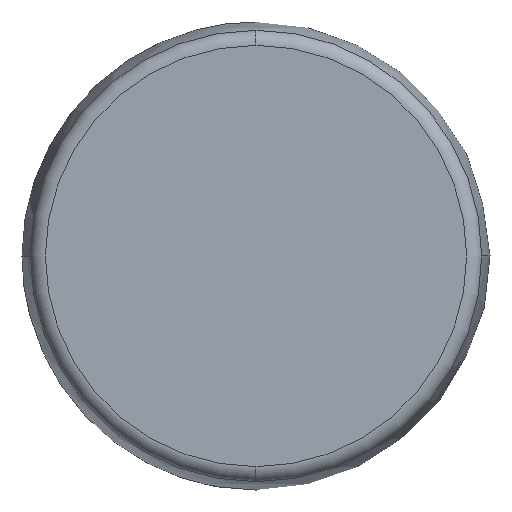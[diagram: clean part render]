
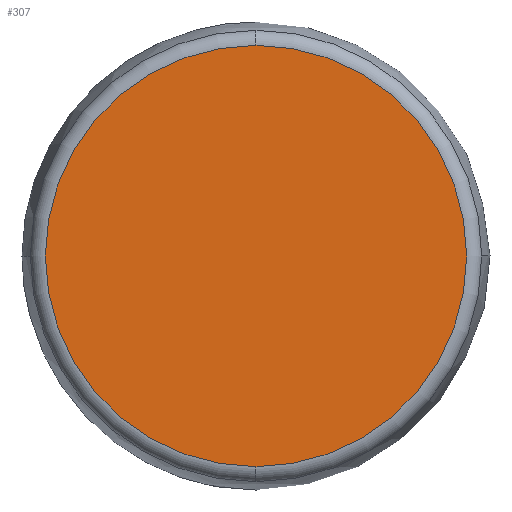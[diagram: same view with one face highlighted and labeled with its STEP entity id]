
A CAD part, left-side view. The second image highlights one B-rep face of the part: STEP entity #307.
In plain terms, the highlighted planar face has unit normal (-1, 0, 0).
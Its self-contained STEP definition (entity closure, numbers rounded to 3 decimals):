
#52 = CARTESIAN_POINT ( 'NONE',  ( -1.75, 0.75, -0.675 ) ) ;
#89 = CARTESIAN_POINT ( 'NONE',  ( -1.75, 0.75, 0. ) ) ;
#124 = CIRCLE ( 'NONE', #719, 0.675 ) ;
#125 = DIRECTION ( 'NONE',  ( -1., 0., 0. ) ) ;
#155 = EDGE_LOOP ( 'NONE', ( #901, #351 ) ) ;
#160 = AXIS2_PLACEMENT_3D ( 'NONE', #870, #334, #791 ) ;
#188 = DIRECTION ( 'NONE',  ( 0., 0., -1. ) ) ;
#257 = CARTESIAN_POINT ( 'NONE',  ( -1.75, 0.75, 0. ) ) ;
#307 = ADVANCED_FACE ( 'NONE', ( #947 ), #897, .T. ) ;
#334 = DIRECTION ( 'NONE',  ( 1., 0., 0. ) ) ;
#351 = ORIENTED_EDGE ( 'NONE', *, *, #937, .F. ) ;
#384 = CIRCLE ( 'NONE', #160, 0.675 ) ;
#411 = EDGE_CURVE ( 'NONE', #942, #657, #384, .T. ) ;
#534 = AXIS2_PLACEMENT_3D ( 'NONE', #257, #125, #576 ) ;
#576 = DIRECTION ( 'NONE',  ( 0., 0., 1. ) ) ;
#657 = VERTEX_POINT ( 'NONE', #899 ) ;
#715 = DIRECTION ( 'NONE',  ( 1., 0., 0. ) ) ;
#719 = AXIS2_PLACEMENT_3D ( 'NONE', #89, #715, #188 ) ;
#791 = DIRECTION ( 'NONE',  ( 0., 0., -1. ) ) ;
#870 = CARTESIAN_POINT ( 'NONE',  ( -1.75, 0.75, 0. ) ) ;
#897 = PLANE ( 'NONE',  #534 ) ;
#899 = CARTESIAN_POINT ( 'NONE',  ( -1.75, 0.75, 0.675 ) ) ;
#901 = ORIENTED_EDGE ( 'NONE', *, *, #411, .F. ) ;
#937 = EDGE_CURVE ( 'NONE', #657, #942, #124, .T. ) ;
#942 = VERTEX_POINT ( 'NONE', #52 ) ;
#947 = FACE_OUTER_BOUND ( 'NONE', #155, .T. ) ;
